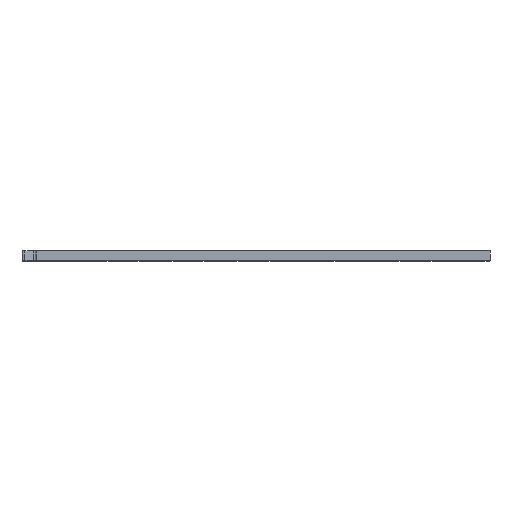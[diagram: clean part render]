
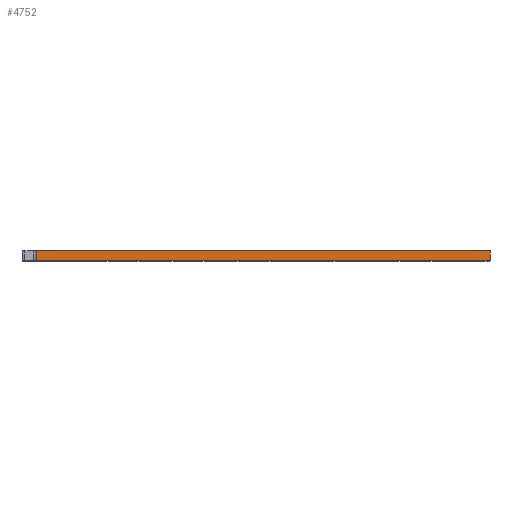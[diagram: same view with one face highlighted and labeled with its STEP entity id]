
A CAD part, top view. The second image highlights one B-rep face of the part: STEP entity #4752.
In plain terms, the highlighted planar face has unit normal (0.002, 0, 1).
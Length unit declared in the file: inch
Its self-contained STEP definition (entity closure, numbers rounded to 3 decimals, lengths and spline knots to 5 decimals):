
#140=PLANE('',#5220);
#378=FACE_OUTER_BOUND('',#616,.T.);
#616=EDGE_LOOP('',(#4397,#4398,#4399,#4400));
#697=LINE('',#6988,#1177);
#701=LINE('',#6995,#1181);
#1095=LINE('',#8050,#1575);
#1096=LINE('',#8052,#1576);
#1177=VECTOR('',#5535,0.5);
#1181=VECTOR('',#5541,0.5);
#1575=VECTOR('',#6629,23.73362);
#1576=VECTOR('',#6632,23.73362);
#1959=VERTEX_POINT('',#6985);
#1960=VERTEX_POINT('',#6987);
#1961=VERTEX_POINT('',#6991);
#1962=VERTEX_POINT('',#6993);
#2433=EDGE_CURVE('',#1960,#1959,#697,.T.);
#2437=EDGE_CURVE('',#1962,#1961,#701,.T.);
#2983=EDGE_CURVE('',#1962,#1960,#1095,.T.);
#2984=EDGE_CURVE('',#1961,#1959,#1096,.T.);
#4397=ORIENTED_EDGE('',*,*,#2437,.F.);
#4398=ORIENTED_EDGE('',*,*,#2983,.T.);
#4399=ORIENTED_EDGE('',*,*,#2433,.T.);
#4400=ORIENTED_EDGE('',*,*,#2984,.F.);
#4752=ADVANCED_FACE('',(#378),#140,.F.);
#5220=AXIS2_PLACEMENT_3D('',#8053,#6633,#6634);
#5535=DIRECTION('',(0.,-1.,0.));
#5541=DIRECTION('',(0.,-1.,0.));
#6629=DIRECTION('',(-1.,0.,0.002));
#6632=DIRECTION('',(-1.,0.,0.002));
#6633=DIRECTION('center_axis',(-0.002,0.,-1.));
#6634=DIRECTION('ref_axis',(-1.,0.,0.002));
#6985=CARTESIAN_POINT('',(-11.49179,0.,11.49179));
#6987=CARTESIAN_POINT('',(-11.49179,0.5,11.49179));
#6988=CARTESIAN_POINT('',(-11.49179,0.5,11.49179));
#6991=CARTESIAN_POINT('',(12.24179,0.,11.44629));
#6993=CARTESIAN_POINT('',(12.24179,0.5,11.44629));
#6995=CARTESIAN_POINT('',(12.24179,0.5,11.44629));
#8050=CARTESIAN_POINT('',(0.02199,0.5,11.46972));
#8052=CARTESIAN_POINT('',(0.02199,0.,11.46972));
#8053=CARTESIAN_POINT('Origin',(-11.49179,44.41076,11.49179));
